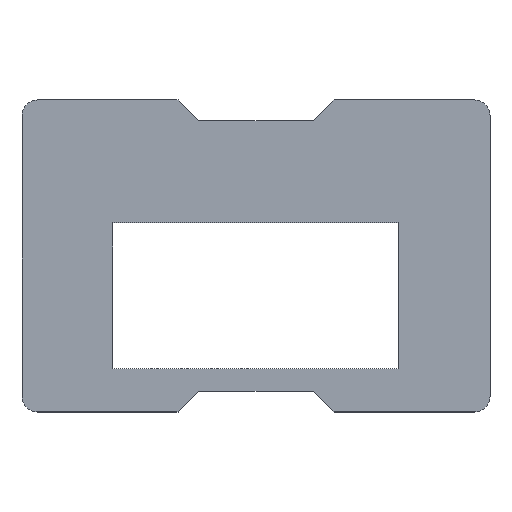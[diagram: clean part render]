
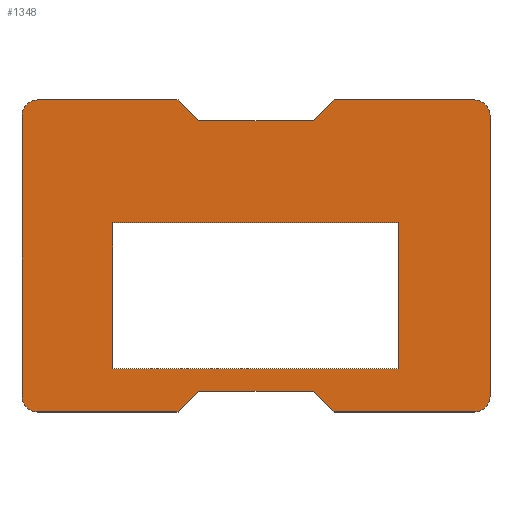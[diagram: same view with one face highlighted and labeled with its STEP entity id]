
A CAD part, top view. The second image highlights one B-rep face of the part: STEP entity #1348.
In plain terms, the highlighted planar face has unit normal (0, 0, 1).
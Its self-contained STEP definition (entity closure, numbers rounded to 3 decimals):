
#19=FACE_BOUND('',#123,.T.);
#29=CIRCLE('',#1437,3.);
#30=CIRCLE('',#1438,3.);
#31=CIRCLE('',#1439,3.);
#32=CIRCLE('',#1440,3.);
#48=FACE_OUTER_BOUND('',#122,.T.);
#122=EDGE_LOOP('',(#927,#928,#929,#930,#931,#932,#933,#934,#935,#936,#937,
#938,#939,#940,#941,#942));
#123=EDGE_LOOP('',(#943,#944,#945,#946));
#206=LINE('',#1884,#390);
#210=LINE('',#1892,#394);
#213=LINE('',#1898,#397);
#216=LINE('',#1903,#400);
#220=LINE('',#1912,#404);
#223=LINE('',#1918,#407);
#226=LINE('',#1924,#410);
#228=LINE('',#1928,#412);
#229=LINE('',#1932,#413);
#230=LINE('',#1936,#414);
#231=LINE('',#1938,#415);
#232=LINE('',#1940,#416);
#233=LINE('',#1942,#417);
#234=LINE('',#1944,#418);
#235=LINE('',#1948,#419);
#236=LINE('',#1951,#420);
#390=VECTOR('',#1530,10.);
#394=VECTOR('',#1536,10.);
#397=VECTOR('',#1541,10.);
#400=VECTOR('',#1546,10.);
#404=VECTOR('',#1552,10.);
#407=VECTOR('',#1557,10.);
#410=VECTOR('',#1562,10.);
#412=VECTOR('',#1566,10.);
#413=VECTOR('',#1569,10.);
#414=VECTOR('',#1572,10.);
#415=VECTOR('',#1573,10.);
#416=VECTOR('',#1574,10.);
#417=VECTOR('',#1575,10.);
#418=VECTOR('',#1576,10.);
#419=VECTOR('',#1579,10.);
#420=VECTOR('',#1582,10.);
#571=VERTEX_POINT('',#1882);
#572=VERTEX_POINT('',#1883);
#575=VERTEX_POINT('',#1891);
#577=VERTEX_POINT('',#1897);
#581=VERTEX_POINT('',#1909);
#582=VERTEX_POINT('',#1911);
#584=VERTEX_POINT('',#1917);
#586=VERTEX_POINT('',#1923);
#587=VERTEX_POINT('',#1927);
#588=VERTEX_POINT('',#1929);
#589=VERTEX_POINT('',#1931);
#590=VERTEX_POINT('',#1933);
#591=VERTEX_POINT('',#1935);
#592=VERTEX_POINT('',#1937);
#593=VERTEX_POINT('',#1939);
#594=VERTEX_POINT('',#1941);
#595=VERTEX_POINT('',#1943);
#596=VERTEX_POINT('',#1945);
#597=VERTEX_POINT('',#1947);
#598=VERTEX_POINT('',#1949);
#702=EDGE_CURVE('',#571,#572,#206,.T.);
#706=EDGE_CURVE('',#572,#575,#210,.T.);
#709=EDGE_CURVE('',#575,#577,#213,.T.);
#712=EDGE_CURVE('',#577,#571,#216,.T.);
#716=EDGE_CURVE('',#582,#581,#220,.T.);
#719=EDGE_CURVE('',#584,#582,#223,.T.);
#722=EDGE_CURVE('',#586,#584,#226,.T.);
#724=EDGE_CURVE('',#581,#587,#228,.T.);
#725=EDGE_CURVE('',#588,#587,#29,.T.);
#726=EDGE_CURVE('',#588,#589,#229,.T.);
#727=EDGE_CURVE('',#590,#589,#30,.T.);
#728=EDGE_CURVE('',#590,#591,#230,.T.);
#729=EDGE_CURVE('',#591,#592,#231,.T.);
#730=EDGE_CURVE('',#592,#593,#232,.T.);
#731=EDGE_CURVE('',#593,#594,#233,.T.);
#732=EDGE_CURVE('',#594,#595,#234,.T.);
#733=EDGE_CURVE('',#596,#595,#31,.T.);
#734=EDGE_CURVE('',#596,#597,#235,.T.);
#735=EDGE_CURVE('',#598,#597,#32,.T.);
#736=EDGE_CURVE('',#598,#586,#236,.T.);
#927=ORIENTED_EDGE('',*,*,#722,.T.);
#928=ORIENTED_EDGE('',*,*,#719,.T.);
#929=ORIENTED_EDGE('',*,*,#716,.T.);
#930=ORIENTED_EDGE('',*,*,#724,.T.);
#931=ORIENTED_EDGE('',*,*,#725,.F.);
#932=ORIENTED_EDGE('',*,*,#726,.T.);
#933=ORIENTED_EDGE('',*,*,#727,.F.);
#934=ORIENTED_EDGE('',*,*,#728,.T.);
#935=ORIENTED_EDGE('',*,*,#729,.T.);
#936=ORIENTED_EDGE('',*,*,#730,.T.);
#937=ORIENTED_EDGE('',*,*,#731,.T.);
#938=ORIENTED_EDGE('',*,*,#732,.T.);
#939=ORIENTED_EDGE('',*,*,#733,.F.);
#940=ORIENTED_EDGE('',*,*,#734,.T.);
#941=ORIENTED_EDGE('',*,*,#735,.F.);
#942=ORIENTED_EDGE('',*,*,#736,.T.);
#943=ORIENTED_EDGE('',*,*,#702,.T.);
#944=ORIENTED_EDGE('',*,*,#706,.T.);
#945=ORIENTED_EDGE('',*,*,#709,.T.);
#946=ORIENTED_EDGE('',*,*,#712,.T.);
#1278=PLANE('',#1436);
#1348=ADVANCED_FACE('',(#48,#19),#1278,.T.);
#1436=AXIS2_PLACEMENT_3D('',#1926,#1564,#1565);
#1437=AXIS2_PLACEMENT_3D('',#1930,#1567,#1568);
#1438=AXIS2_PLACEMENT_3D('',#1934,#1570,#1571);
#1439=AXIS2_PLACEMENT_3D('',#1946,#1577,#1578);
#1440=AXIS2_PLACEMENT_3D('',#1950,#1580,#1581);
#1530=DIRECTION('',(0.,1.,0.));
#1536=DIRECTION('',(1.,0.,0.));
#1541=DIRECTION('',(0.,-1.,0.));
#1546=DIRECTION('',(-1.,0.,0.));
#1552=DIRECTION('',(0.707,-0.707,0.));
#1557=DIRECTION('',(1.,0.,0.));
#1562=DIRECTION('',(0.707,0.707,0.));
#1564=DIRECTION('center_axis',(0.,0.,1.));
#1565=DIRECTION('ref_axis',(1.,0.,0.));
#1566=DIRECTION('',(1.,0.,0.));
#1567=DIRECTION('center_axis',(0.,0.,-1.));
#1568=DIRECTION('ref_axis',(0.707,-0.707,0.));
#1569=DIRECTION('',(0.,1.,0.));
#1570=DIRECTION('center_axis',(0.,0.,-1.));
#1571=DIRECTION('ref_axis',(0.707,0.707,0.));
#1572=DIRECTION('',(-1.,0.,0.));
#1573=DIRECTION('',(-0.707,-0.707,0.));
#1574=DIRECTION('',(-1.,0.,0.));
#1575=DIRECTION('',(-0.707,0.707,0.));
#1576=DIRECTION('',(-1.,0.,0.));
#1577=DIRECTION('center_axis',(0.,0.,-1.));
#1578=DIRECTION('ref_axis',(-0.707,0.707,0.));
#1579=DIRECTION('',(0.,-1.,0.));
#1580=DIRECTION('center_axis',(0.,0.,-1.));
#1581=DIRECTION('ref_axis',(-0.707,-0.707,0.));
#1582=DIRECTION('',(1.,0.,0.));
#1882=CARTESIAN_POINT('',(-27.5,-21.636,40.));
#1883=CARTESIAN_POINT('',(-27.5,6.364,40.));
#1884=CARTESIAN_POINT('',(-27.5,3.182,40.));
#1891=CARTESIAN_POINT('',(27.5,6.364,40.));
#1892=CARTESIAN_POINT('',(13.75,6.364,40.));
#1897=CARTESIAN_POINT('',(27.5,-21.636,40.));
#1898=CARTESIAN_POINT('',(27.5,-10.818,40.));
#1903=CARTESIAN_POINT('',(-13.75,-21.636,40.));
#1909=CARTESIAN_POINT('',(15.,-30.,40.));
#1911=CARTESIAN_POINT('',(11.,-26.,40.));
#1912=CARTESIAN_POINT('',(1.75,-16.75,40.));
#1917=CARTESIAN_POINT('',(-11.,-26.,40.));
#1918=CARTESIAN_POINT('',(-5.5,-26.,40.));
#1923=CARTESIAN_POINT('',(-15.,-30.,40.));
#1924=CARTESIAN_POINT('',(-3.75,-18.75,40.));
#1926=CARTESIAN_POINT('Origin',(0.,0.,
40.));
#1927=CARTESIAN_POINT('',(42.,-30.,40.));
#1928=CARTESIAN_POINT('',(-45.,-30.,40.));
#1929=CARTESIAN_POINT('',(45.,-27.,40.));
#1930=CARTESIAN_POINT('Origin',(42.,-27.,40.));
#1931=CARTESIAN_POINT('',(45.,27.,40.));
#1932=CARTESIAN_POINT('',(45.,-30.,40.));
#1933=CARTESIAN_POINT('',(42.,30.,40.));
#1934=CARTESIAN_POINT('Origin',(42.,27.,40.));
#1935=CARTESIAN_POINT('',(15.,30.,40.));
#1936=CARTESIAN_POINT('',(45.,30.,40.));
#1937=CARTESIAN_POINT('',(11.,26.,40.));
#1938=CARTESIAN_POINT('',(1.75,16.75,40.));
#1939=CARTESIAN_POINT('',(-11.,26.,40.));
#1940=CARTESIAN_POINT('',(-5.5,26.,40.));
#1941=CARTESIAN_POINT('',(-15.,30.,40.));
#1942=CARTESIAN_POINT('',(-3.75,18.75,40.));
#1943=CARTESIAN_POINT('',(-42.,30.,40.));
#1944=CARTESIAN_POINT('',(45.,30.,40.));
#1945=CARTESIAN_POINT('',(-45.,27.,40.));
#1946=CARTESIAN_POINT('Origin',(-42.,27.,40.));
#1947=CARTESIAN_POINT('',(-45.,-27.,40.));
#1948=CARTESIAN_POINT('',(-45.,30.,40.));
#1949=CARTESIAN_POINT('',(-42.,-30.,40.));
#1950=CARTESIAN_POINT('Origin',(-42.,-27.,40.));
#1951=CARTESIAN_POINT('',(-45.,-30.,40.));
